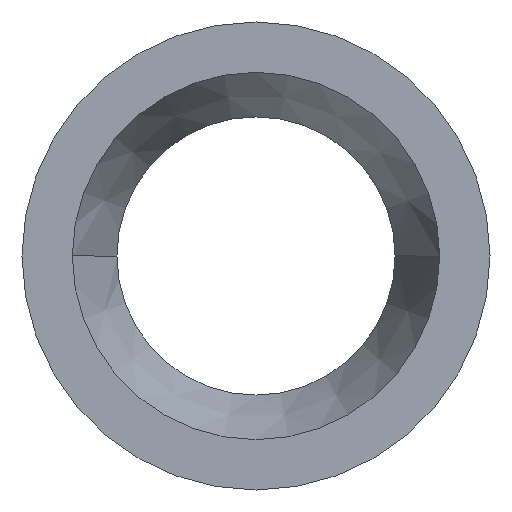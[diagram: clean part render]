
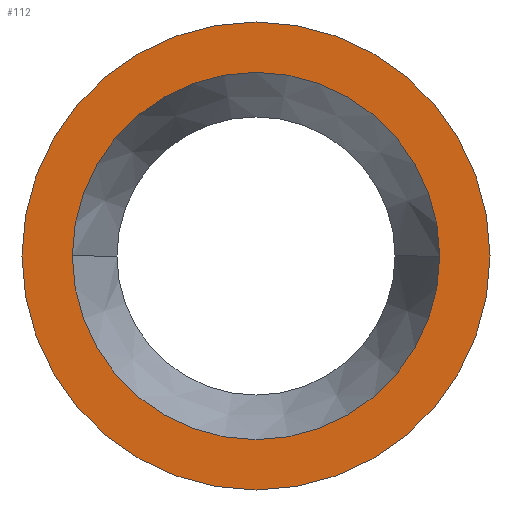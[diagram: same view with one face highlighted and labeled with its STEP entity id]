
A CAD part, left-side view. The second image highlights one B-rep face of the part: STEP entity #112.
In plain terms, the highlighted planar face has unit normal (-1, 0, 0).
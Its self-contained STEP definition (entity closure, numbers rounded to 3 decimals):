
#6 = PLANE ( 'NONE',  #148 ) ;
#11 = AXIS2_PLACEMENT_3D ( 'NONE', #190, #86, #219 ) ;
#22 = CARTESIAN_POINT ( 'NONE',  ( 0., -10.465, 0. ) ) ;
#24 = EDGE_LOOP ( 'NONE', ( #145, #181 ) ) ;
#29 = DIRECTION ( 'NONE',  ( -1., 0., 0. ) ) ;
#30 = AXIS2_PLACEMENT_3D ( 'NONE', #89, #317, #249 ) ;
#39 = EDGE_CURVE ( 'NONE', #48, #247, #212, .T. ) ;
#48 = VERTEX_POINT ( 'NONE', #382 ) ;
#61 = CARTESIAN_POINT ( 'NONE',  ( 0., -13.335, 0. ) ) ;
#66 = DIRECTION ( 'NONE',  ( 0., 1., 0. ) ) ;
#86 = DIRECTION ( 'NONE',  ( 1., 0., 0. ) ) ;
#89 = CARTESIAN_POINT ( 'NONE',  ( 0., 0., 0. ) ) ;
#108 = AXIS2_PLACEMENT_3D ( 'NONE', #124, #402, #122 ) ;
#110 = VERTEX_POINT ( 'NONE', #61 ) ;
#112 = ADVANCED_FACE ( 'NONE', ( #199, #290 ), #6, .T. ) ;
#116 = EDGE_CURVE ( 'NONE', #297, #110, #379, .T. ) ;
#122 = DIRECTION ( 'NONE',  ( 0., 1., 0. ) ) ;
#124 = CARTESIAN_POINT ( 'NONE',  ( 0., 0., 0. ) ) ;
#127 = AXIS2_PLACEMENT_3D ( 'NONE', #325, #170, #66 ) ;
#145 = ORIENTED_EDGE ( 'NONE', *, *, #39, .T. ) ;
#148 = AXIS2_PLACEMENT_3D ( 'NONE', #390, #29, #323 ) ;
#157 = CIRCLE ( 'NONE', #30, 10.465 ) ;
#170 = DIRECTION ( 'NONE',  ( 1., 0., 0. ) ) ;
#181 = ORIENTED_EDGE ( 'NONE', *, *, #246, .T. ) ;
#190 = CARTESIAN_POINT ( 'NONE',  ( 0., 0., 0. ) ) ;
#199 = FACE_BOUND ( 'NONE', #24, .T. ) ;
#212 = CIRCLE ( 'NONE', #11, 10.465 ) ;
#219 = DIRECTION ( 'NONE',  ( 0., 1., 0. ) ) ;
#245 = ORIENTED_EDGE ( 'NONE', *, *, #116, .F. ) ;
#246 = EDGE_CURVE ( 'NONE', #247, #48, #157, .T. ) ;
#247 = VERTEX_POINT ( 'NONE', #22 ) ;
#249 = DIRECTION ( 'NONE',  ( 0., 1., 0. ) ) ;
#275 = CIRCLE ( 'NONE', #108, 13.335 ) ;
#278 = CARTESIAN_POINT ( 'NONE',  ( 0., 13.335, 0. ) ) ;
#290 = FACE_OUTER_BOUND ( 'NONE', #309, .T. ) ;
#297 = VERTEX_POINT ( 'NONE', #278 ) ;
#300 = EDGE_CURVE ( 'NONE', #110, #297, #275, .T. ) ;
#309 = EDGE_LOOP ( 'NONE', ( #245, #335 ) ) ;
#317 = DIRECTION ( 'NONE',  ( 1., 0., 0. ) ) ;
#323 = DIRECTION ( 'NONE',  ( 0., -1., 0. ) ) ;
#325 = CARTESIAN_POINT ( 'NONE',  ( 0., 0., 0. ) ) ;
#335 = ORIENTED_EDGE ( 'NONE', *, *, #300, .F. ) ;
#379 = CIRCLE ( 'NONE', #127, 13.335 ) ;
#382 = CARTESIAN_POINT ( 'NONE',  ( 0., 10.465, 0. ) ) ;
#390 = CARTESIAN_POINT ( 'NONE',  ( 0., 10.465, 0. ) ) ;
#402 = DIRECTION ( 'NONE',  ( 1., 0., 0. ) ) ;
